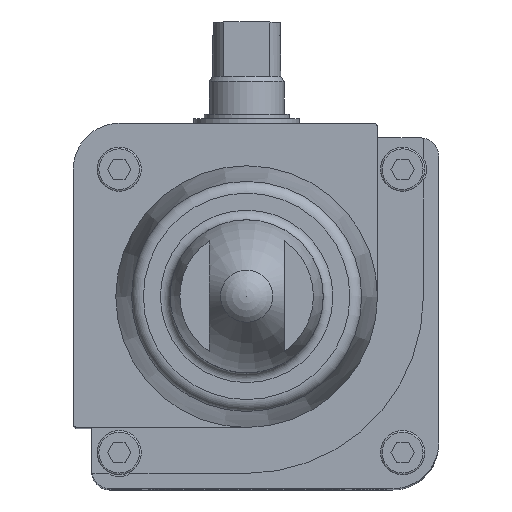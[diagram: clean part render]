
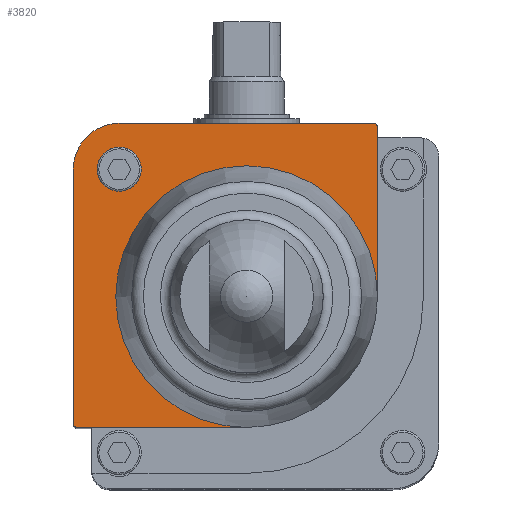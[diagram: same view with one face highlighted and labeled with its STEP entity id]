
A CAD part, top view. The second image highlights one B-rep face of the part: STEP entity #3820.
In plain terms, the highlighted planar face has unit normal (0, 0, 1).
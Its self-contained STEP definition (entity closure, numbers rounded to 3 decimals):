
#131=PLANE('',#4126);
#309=LINE('',#5896,#625);
#310=LINE('',#5901,#626);
#311=LINE('',#5905,#627);
#312=LINE('',#5909,#628);
#625=VECTOR('',#4661,1000.);
#626=VECTOR('',#4664,1000.);
#627=VECTOR('',#4667,1000.);
#628=VECTOR('',#4670,1000.);
#977=ORIENTED_EDGE('',*,*,#1979,.T.);
#978=ORIENTED_EDGE('',*,*,#1980,.T.);
#979=ORIENTED_EDGE('',*,*,#1981,.T.);
#980=ORIENTED_EDGE('',*,*,#1982,.T.);
#981=ORIENTED_EDGE('',*,*,#1983,.T.);
#982=ORIENTED_EDGE('',*,*,#1984,.T.);
#983=ORIENTED_EDGE('',*,*,#1985,.T.);
#984=ORIENTED_EDGE('',*,*,#1986,.T.);
#985=ORIENTED_EDGE('',*,*,#1987,.T.);
#1979=EDGE_CURVE('',#2476,#2476,#2820,.T.);
#1980=EDGE_CURVE('',#2477,#2478,#309,.T.);
#1981=EDGE_CURVE('',#2478,#2479,#2821,.T.);
#1982=EDGE_CURVE('',#2479,#2480,#310,.T.);
#1983=EDGE_CURVE('',#2480,#2481,#2822,.T.);
#1984=EDGE_CURVE('',#2481,#2482,#311,.T.);
#1985=EDGE_CURVE('',#2482,#2483,#2823,.T.);
#1986=EDGE_CURVE('',#2483,#2484,#312,.T.);
#1987=EDGE_CURVE('',#2484,#2477,#2824,.T.);
#2476=VERTEX_POINT('',#5895);
#2477=VERTEX_POINT('',#5897);
#2478=VERTEX_POINT('',#5898);
#2479=VERTEX_POINT('',#5900);
#2480=VERTEX_POINT('',#5902);
#2481=VERTEX_POINT('',#5904);
#2482=VERTEX_POINT('',#5906);
#2483=VERTEX_POINT('',#5908);
#2484=VERTEX_POINT('',#5910);
#2820=CIRCLE('',#4127,6.5);
#2821=CIRCLE('',#4128,38.5);
#2822=CIRCLE('',#4129,1.184);
#2823=CIRCLE('',#4130,13.44);
#2824=CIRCLE('',#4131,1.184);
#2998=EDGE_LOOP('',(#977));
#2999=EDGE_LOOP('',(#978,#979,#980,#981,#982,#983,#984,#985));
#3372=FACE_BOUND('',#2998,.T.);
#3373=FACE_BOUND('',#2999,.T.);
#3820=ADVANCED_FACE('',(#3372,#3373),#131,.T.);
#4126=AXIS2_PLACEMENT_3D('',#5893,#4657,#4658);
#4127=AXIS2_PLACEMENT_3D('',#5894,#4659,#4660);
#4128=AXIS2_PLACEMENT_3D('',#5899,#4662,#4663);
#4129=AXIS2_PLACEMENT_3D('',#5903,#4665,#4666);
#4130=AXIS2_PLACEMENT_3D('',#5907,#4668,#4669);
#4131=AXIS2_PLACEMENT_3D('',#5911,#4671,#4672);
#4657=DIRECTION('',(0.,0.,1.));
#4658=DIRECTION('',(1.,0.,0.));
#4659=DIRECTION('',(0.,0.,-1.));
#4660=DIRECTION('',(-1.,0.,0.));
#4661=DIRECTION('',(1.,0.,0.));
#4662=DIRECTION('',(0.,0.,-1.));
#4663=DIRECTION('',(-1.,0.,0.));
#4664=DIRECTION('',(0.,1.,0.));
#4665=DIRECTION('',(0.,0.,1.));
#4666=DIRECTION('',(1.,0.,0.));
#4667=DIRECTION('',(-1.,0.,0.));
#4668=DIRECTION('',(0.,0.,1.));
#4669=DIRECTION('',(1.,0.,0.));
#4670=DIRECTION('',(0.,-1.,0.));
#4671=DIRECTION('',(0.,0.,1.));
#4672=DIRECTION('',(1.,0.,0.));
#5893=CARTESIAN_POINT('',(-49.816,-37.316,111.93));
#5894=CARTESIAN_POINT('',(-37.5,37.5,111.93));
#5895=CARTESIAN_POINT('',(-44.,37.5,111.93));
#5896=CARTESIAN_POINT('',(-49.816,-38.5,111.93));
#5897=CARTESIAN_POINT('',(-49.816,-38.5,111.93));
#5898=CARTESIAN_POINT('',(0.,-38.5,111.93));
#5899=CARTESIAN_POINT('',(0.,0.,111.93));
#5900=CARTESIAN_POINT('',(38.5,0.,111.93));
#5901=CARTESIAN_POINT('',(38.5,46.7,111.93));
#5902=CARTESIAN_POINT('',(38.5,49.816,111.93));
#5903=CARTESIAN_POINT('',(37.316,49.816,111.93));
#5904=CARTESIAN_POINT('',(37.316,51.,111.93));
#5905=CARTESIAN_POINT('',(37.316,51.,111.93));
#5906=CARTESIAN_POINT('',(-37.56,51.,111.93));
#5907=CARTESIAN_POINT('',(-37.56,37.56,111.93));
#5908=CARTESIAN_POINT('',(-51.,37.56,111.93));
#5909=CARTESIAN_POINT('',(-51.,37.56,111.93));
#5910=CARTESIAN_POINT('',(-51.,-37.316,111.93));
#5911=CARTESIAN_POINT('',(-49.816,-37.316,111.93));
